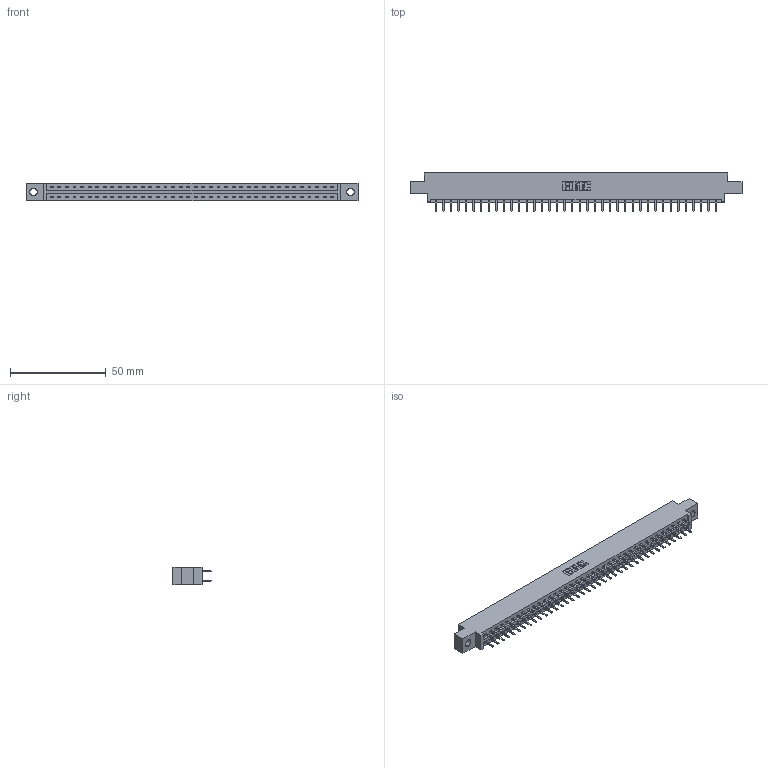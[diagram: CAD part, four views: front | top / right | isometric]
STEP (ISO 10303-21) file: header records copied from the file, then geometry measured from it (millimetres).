
FILE_DESCRIPTION (( 'STEP AP203' ), '1' );
FILE_NAME ('387-076-520-804.STEP', '2019-10-22T02:59:39', ( '' ), ( '' ), 'SwSTEP 2.0', 'SolidWorks 2016', '' );
FILE_SCHEMA (( 'CONFIG_CONTROL_DESIGN' ));
Length unit declared in the file: inch
Products named in the file (3): 387-076-520-804; 345-292-001_345-293-120; 337 Part_0.170 Offset - 0.156 Dia-TH
Assembly tree (77 placements, depth 2):
  387-076-520-804
    337 Part_0.170 Offset - 0.156 Dia-TH
    345-292-001_345-293-120  x76
Bounding box: 173.58 x 20.02 x 9.4 mm (x, y, z)
Volume: 18001.6 mm3; surface area: 20121.9 mm2
Topology: 77 solids, 77 shells, 4526 faces, 13167 edges, 8574 vertices
Faces by surface type: plane 3114, cylinder 1412
Entity records: 30229 total; most frequent: CARTESIAN_POINT 5110, ORIENTED_EDGE 5034, DIRECTION 4341, EDGE_CURVE 2517, VECTOR 2385, LINE 2385, VERTEX_POINT 1674, AXIS2_PLACEMENT_3D 978
